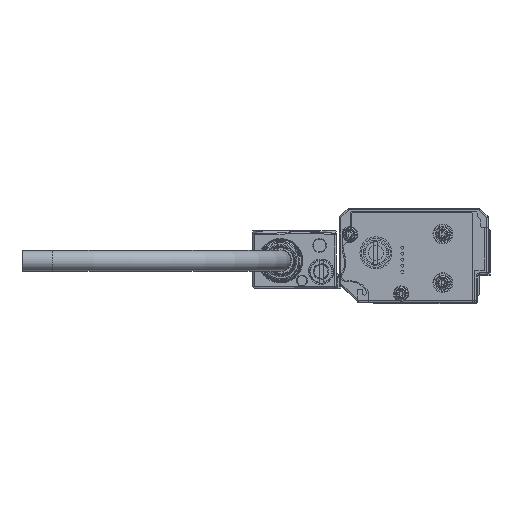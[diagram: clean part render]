
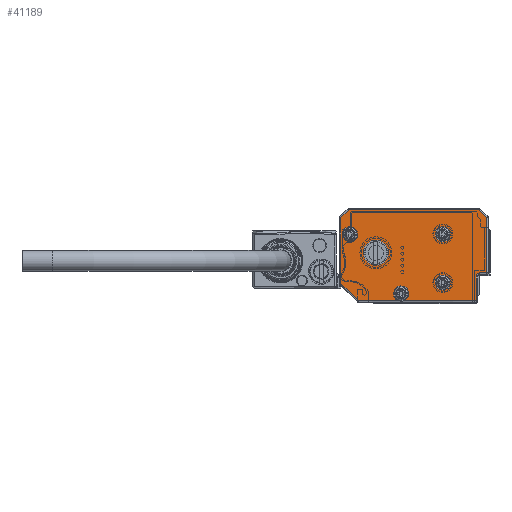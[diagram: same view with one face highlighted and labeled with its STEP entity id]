
A CAD part, left-side view. The second image highlights one B-rep face of the part: STEP entity #41189.
In plain terms, the highlighted planar face has unit normal (-1, 0, 0).
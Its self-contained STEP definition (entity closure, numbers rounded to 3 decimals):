
#40974=AXIS2_PLACEMENT_3D('Circle Axis2P3D',#40972,#40973,$) ;
#41002=AXIS2_PLACEMENT_3D('Circle Axis2P3D',#41000,#41001,$) ;
#41017=AXIS2_PLACEMENT_3D('Plane Axis2P3D',#41014,#41015,#41016) ;
#41021=AXIS2_PLACEMENT_3D('Circle Axis2P3D',#41019,#41020,$) ;
#41028=AXIS2_PLACEMENT_3D('Circle Axis2P3D',#41026,#41027,$) ;
#41035=AXIS2_PLACEMENT_3D('Circle Axis2P3D',#41033,#41034,$) ;
#41047=AXIS2_PLACEMENT_3D('Circle Axis2P3D',#41045,#41046,$) ;
#41119=AXIS2_PLACEMENT_3D('Circle Axis2P3D',#41117,#41118,$) ;
#41128=AXIS2_PLACEMENT_3D('Circle Axis2P3D',#41126,#41127,$) ;
#41137=AXIS2_PLACEMENT_3D('Circle Axis2P3D',#41135,#41136,$) ;
#41146=AXIS2_PLACEMENT_3D('Circle Axis2P3D',#41144,#41145,$) ;
#41155=AXIS2_PLACEMENT_3D('Circle Axis2P3D',#41153,#41154,$) ;
#41164=AXIS2_PLACEMENT_3D('Circle Axis2P3D',#41162,#41163,$) ;
#41173=AXIS2_PLACEMENT_3D('Circle Axis2P3D',#41171,#41172,$) ;
#41182=AXIS2_PLACEMENT_3D('Circle Axis2P3D',#41180,#41181,$) ;
#35024=CARTESIAN_POINT('Vertex',(-1173.,8.4,-1.)) ;
#35026=CARTESIAN_POINT('Vertex',(-1173.,7.,-1.)) ;
#35029=CARTESIAN_POINT('Line Origine',(-1173.,3.5,-1.)) ;
#35033=CARTESIAN_POINT('Vertex',(-1173.,21.793,-1.)) ;
#35045=CARTESIAN_POINT('Vertex',(-1173.,-17.,-1.)) ;
#35048=CARTESIAN_POINT('Line Origine',(-1173.,3.5,-1.)) ;
#40972=CARTESIAN_POINT('Axis2P3D Location',(-1173.,7.7,1.4)) ;
#40976=CARTESIAN_POINT('Vertex',(-1173.,5.2,1.4)) ;
#40997=CARTESIAN_POINT('Vertex',(-1173.,9.894,0.201)) ;
#41000=CARTESIAN_POINT('Axis2P3D Location',(-1173.,7.7,1.4)) ;
#41014=CARTESIAN_POINT('Axis2P3D Location',(-1173.,-21.5,13.5)) ;
#41019=CARTESIAN_POINT('Axis2P3D Location',(-1173.,7.7,1.4)) ;
#41023=CARTESIAN_POINT('Vertex',(-1173.,10.2,1.4)) ;
#41026=CARTESIAN_POINT('Axis2P3D Location',(-1173.,7.7,1.4)) ;
#41030=CARTESIAN_POINT('Vertex',(-1173.,5.506,2.599)) ;
#41033=CARTESIAN_POINT('Axis2P3D Location',(-1173.,7.7,1.4)) ;
#41038=CARTESIAN_POINT('Line Origine',(-1173.,-17.,3.1)) ;
#41042=CARTESIAN_POINT('Vertex',(-1173.,-17.,7.2)) ;
#41045=CARTESIAN_POINT('Axis2P3D Location',(-1173.,-18.,7.2)) ;
#41049=CARTESIAN_POINT('Vertex',(-1173.,-18.,8.2)) ;
#41052=CARTESIAN_POINT('Line Origine',(-1173.,-19.25,8.2)) ;
#41056=CARTESIAN_POINT('Vertex',(-1173.,-20.5,8.2)) ;
#41059=CARTESIAN_POINT('Line Origine',(-1173.,-20.5,17.246)) ;
#41063=CARTESIAN_POINT('Vertex',(-1173.,-20.5,26.293)) ;
#41066=CARTESIAN_POINT('Line Origine',(-1173.,-19.146,27.646)) ;
#41070=CARTESIAN_POINT('Vertex',(-1173.,-17.793,29.)) ;
#41073=CARTESIAN_POINT('Line Origine',(-1173.,3.5,29.)) ;
#41077=CARTESIAN_POINT('Vertex',(-1173.,24.793,29.)) ;
#41080=CARTESIAN_POINT('Line Origine',(-1173.,26.146,27.646)) ;
#41084=CARTESIAN_POINT('Vertex',(-1173.,27.5,26.293)) ;
#41087=CARTESIAN_POINT('Line Origine',(-1173.,27.5,15.5)) ;
#41091=CARTESIAN_POINT('Vertex',(-1173.,27.5,4.707)) ;
#41094=CARTESIAN_POINT('Line Origine',(-1173.,24.646,1.854)) ;
#41117=CARTESIAN_POINT('Axis2P3D Location',(-1173.,-6.,5.)) ;
#41121=CARTESIAN_POINT('Vertex',(-1173.,-3.806,3.801)) ;
#41123=CARTESIAN_POINT('Vertex',(-1173.,-8.194,6.199)) ;
#41126=CARTESIAN_POINT('Axis2P3D Location',(-1173.,-6.,5.)) ;
#41135=CARTESIAN_POINT('Axis2P3D Location',(-1173.,16.,14.8)) ;
#41139=CARTESIAN_POINT('Vertex',(-1173.,11.85,14.8)) ;
#41141=CARTESIAN_POINT('Vertex',(-1173.,20.15,14.8)) ;
#41144=CARTESIAN_POINT('Axis2P3D Location',(-1173.,16.,14.8)) ;
#41153=CARTESIAN_POINT('Axis2P3D Location',(-1173.,-6.,21.)) ;
#41157=CARTESIAN_POINT('Vertex',(-1173.,-8.194,22.199)) ;
#41159=CARTESIAN_POINT('Vertex',(-1173.,-3.806,19.801)) ;
#41162=CARTESIAN_POINT('Axis2P3D Location',(-1173.,-6.,21.)) ;
#41171=CARTESIAN_POINT('Axis2P3D Location',(-1173.,24.5,20.9)) ;
#41175=CARTESIAN_POINT('Vertex',(-1173.,22.306,22.099)) ;
#41177=CARTESIAN_POINT('Vertex',(-1173.,26.694,19.701)) ;
#41180=CARTESIAN_POINT('Axis2P3D Location',(-1173.,24.5,20.9)) ;
#35030=DIRECTION('Vector Direction',(0.,1.,0.)) ;
#35049=DIRECTION('Vector Direction',(0.,1.,0.)) ;
#40973=DIRECTION('Axis2P3D Direction',(-1.,0.,0.)) ;
#41001=DIRECTION('Axis2P3D Direction',(-1.,0.,0.)) ;
#41015=DIRECTION('Axis2P3D Direction',(1.,0.,0.)) ;
#41016=DIRECTION('Axis2P3D XDirection',(0.,1.,0.)) ;
#41020=DIRECTION('Axis2P3D Direction',(1.,0.,0.)) ;
#41027=DIRECTION('Axis2P3D Direction',(1.,0.,0.)) ;
#41034=DIRECTION('Axis2P3D Direction',(1.,0.,0.)) ;
#41039=DIRECTION('Vector Direction',(0.,0.,1.)) ;
#41046=DIRECTION('Axis2P3D Direction',(1.,0.,0.)) ;
#41053=DIRECTION('Vector Direction',(0.,-1.,0.)) ;
#41060=DIRECTION('Vector Direction',(0.,0.,1.)) ;
#41067=DIRECTION('Vector Direction',(0.,-0.707,-0.707)) ;
#41074=DIRECTION('Vector Direction',(0.,1.,0.)) ;
#41081=DIRECTION('Vector Direction',(0.,0.707,-0.707)) ;
#41088=DIRECTION('Vector Direction',(0.,0.,-1.)) ;
#41095=DIRECTION('Vector Direction',(0.,-0.707,-0.707)) ;
#41118=DIRECTION('Axis2P3D Direction',(1.,0.,0.)) ;
#41127=DIRECTION('Axis2P3D Direction',(1.,0.,0.)) ;
#41136=DIRECTION('Axis2P3D Direction',(1.,0.,0.)) ;
#41145=DIRECTION('Axis2P3D Direction',(1.,0.,0.)) ;
#41154=DIRECTION('Axis2P3D Direction',(1.,0.,0.)) ;
#41163=DIRECTION('Axis2P3D Direction',(1.,0.,0.)) ;
#41172=DIRECTION('Axis2P3D Direction',(1.,0.,0.)) ;
#41181=DIRECTION('Axis2P3D Direction',(1.,0.,0.)) ;
#35031=VECTOR('Line Direction',#35030,1.) ;
#35050=VECTOR('Line Direction',#35049,1.) ;
#41040=VECTOR('Line Direction',#41039,1.) ;
#41054=VECTOR('Line Direction',#41053,1.) ;
#41061=VECTOR('Line Direction',#41060,1.) ;
#41068=VECTOR('Line Direction',#41067,1.) ;
#41075=VECTOR('Line Direction',#41074,1.) ;
#41082=VECTOR('Line Direction',#41081,1.) ;
#41089=VECTOR('Line Direction',#41088,1.) ;
#41096=VECTOR('Line Direction',#41095,1.) ;
#41100=ORIENTED_EDGE('',*,*,#41004,.T.) ;
#41101=ORIENTED_EDGE('',*,*,#41025,.T.) ;
#41102=ORIENTED_EDGE('',*,*,#41032,.T.) ;
#41103=ORIENTED_EDGE('',*,*,#41037,.T.) ;
#41104=ORIENTED_EDGE('',*,*,#40978,.T.) ;
#41105=ORIENTED_EDGE('',*,*,#35052,.F.) ;
#41106=ORIENTED_EDGE('',*,*,#41044,.F.) ;
#41107=ORIENTED_EDGE('',*,*,#41051,.F.) ;
#41108=ORIENTED_EDGE('',*,*,#41058,.F.) ;
#41109=ORIENTED_EDGE('',*,*,#41065,.F.) ;
#41110=ORIENTED_EDGE('',*,*,#41072,.F.) ;
#41111=ORIENTED_EDGE('',*,*,#41079,.F.) ;
#41112=ORIENTED_EDGE('',*,*,#41086,.F.) ;
#41113=ORIENTED_EDGE('',*,*,#41093,.F.) ;
#41114=ORIENTED_EDGE('',*,*,#41098,.F.) ;
#41115=ORIENTED_EDGE('',*,*,#35035,.F.) ;
#41132=ORIENTED_EDGE('',*,*,#41125,.T.) ;
#41133=ORIENTED_EDGE('',*,*,#41130,.T.) ;
#41150=ORIENTED_EDGE('',*,*,#41143,.T.) ;
#41151=ORIENTED_EDGE('',*,*,#41148,.T.) ;
#41168=ORIENTED_EDGE('',*,*,#41161,.T.) ;
#41169=ORIENTED_EDGE('',*,*,#41166,.T.) ;
#41186=ORIENTED_EDGE('',*,*,#41179,.T.) ;
#41187=ORIENTED_EDGE('',*,*,#41184,.T.) ;
#41134=FACE_BOUND('',#41131,.T.) ;
#41152=FACE_BOUND('',#41149,.T.) ;
#41170=FACE_BOUND('',#41167,.T.) ;
#41188=FACE_BOUND('',#41185,.T.) ;
#41189=ADVANCED_FACE('\X2\FF8AFF9FFF70FF82\X0\ \X2\FF8EFF9EFF83FF9EFF68FF70\X0\',(#41116,#41134,#41152,#41170,#41188),#41018,.F.) ;
#40975=CIRCLE('generated circle',#40974,2.5) ;
#41003=CIRCLE('generated circle',#41002,2.5) ;
#41022=CIRCLE('generated circle',#41021,2.5) ;
#41029=CIRCLE('generated circle',#41028,2.5) ;
#41036=CIRCLE('generated circle',#41035,2.5) ;
#41048=CIRCLE('generated circle',#41047,1.) ;
#41120=CIRCLE('generated circle',#41119,2.5) ;
#41129=CIRCLE('generated circle',#41128,2.5) ;
#41138=CIRCLE('generated circle',#41137,4.15) ;
#41147=CIRCLE('generated circle',#41146,4.15) ;
#41156=CIRCLE('generated circle',#41155,2.5) ;
#41165=CIRCLE('generated circle',#41164,2.5) ;
#41174=CIRCLE('generated circle',#41173,2.5) ;
#41183=CIRCLE('generated circle',#41182,2.5) ;
#35035=EDGE_CURVE('',#35025,#35034,#35032,.T.) ;
#35052=EDGE_CURVE('',#35046,#35027,#35051,.T.) ;
#40978=EDGE_CURVE('',#40977,#35027,#40975,.F.) ;
#41004=EDGE_CURVE('',#35025,#40998,#41003,.F.) ;
#41025=EDGE_CURVE('',#40998,#41024,#41022,.T.) ;
#41032=EDGE_CURVE('',#41024,#41031,#41029,.T.) ;
#41037=EDGE_CURVE('',#41031,#40977,#41036,.T.) ;
#41044=EDGE_CURVE('',#41043,#35046,#41041,.F.) ;
#41051=EDGE_CURVE('',#41050,#41043,#41048,.F.) ;
#41058=EDGE_CURVE('',#41057,#41050,#41055,.F.) ;
#41065=EDGE_CURVE('',#41064,#41057,#41062,.F.) ;
#41072=EDGE_CURVE('',#41071,#41064,#41069,.T.) ;
#41079=EDGE_CURVE('',#41078,#41071,#41076,.F.) ;
#41086=EDGE_CURVE('',#41085,#41078,#41083,.F.) ;
#41093=EDGE_CURVE('',#41092,#41085,#41090,.F.) ;
#41098=EDGE_CURVE('',#35034,#41092,#41097,.F.) ;
#41125=EDGE_CURVE('',#41122,#41124,#41120,.T.) ;
#41130=EDGE_CURVE('',#41124,#41122,#41129,.T.) ;
#41143=EDGE_CURVE('',#41140,#41142,#41138,.T.) ;
#41148=EDGE_CURVE('',#41142,#41140,#41147,.T.) ;
#41161=EDGE_CURVE('',#41158,#41160,#41156,.T.) ;
#41166=EDGE_CURVE('',#41160,#41158,#41165,.T.) ;
#41179=EDGE_CURVE('',#41176,#41178,#41174,.T.) ;
#41184=EDGE_CURVE('',#41178,#41176,#41183,.T.) ;
#41099=EDGE_LOOP('',(#41100,#41101,#41102,#41103,#41104,#41105,#41106,#41107,#41108,#41109,#41110,#41111,#41112,#41113,#41114,#41115)) ;
#41131=EDGE_LOOP('',(#41132,#41133)) ;
#41149=EDGE_LOOP('',(#41150,#41151)) ;
#41167=EDGE_LOOP('',(#41168,#41169)) ;
#41185=EDGE_LOOP('',(#41186,#41187)) ;
#41116=FACE_OUTER_BOUND('',#41099,.T.) ;
#35032=LINE('Line',#35029,#35031) ;
#35051=LINE('Line',#35048,#35050) ;
#41041=LINE('Line',#41038,#41040) ;
#41055=LINE('Line',#41052,#41054) ;
#41062=LINE('Line',#41059,#41061) ;
#41069=LINE('Line',#41066,#41068) ;
#41076=LINE('Line',#41073,#41075) ;
#41083=LINE('Line',#41080,#41082) ;
#41090=LINE('Line',#41087,#41089) ;
#41097=LINE('Line',#41094,#41096) ;
#41018=PLANE('Plane',#41017) ;
#35025=VERTEX_POINT('',#35024) ;
#35027=VERTEX_POINT('',#35026) ;
#35034=VERTEX_POINT('',#35033) ;
#35046=VERTEX_POINT('',#35045) ;
#40977=VERTEX_POINT('',#40976) ;
#40998=VERTEX_POINT('',#40997) ;
#41024=VERTEX_POINT('',#41023) ;
#41031=VERTEX_POINT('',#41030) ;
#41043=VERTEX_POINT('',#41042) ;
#41050=VERTEX_POINT('',#41049) ;
#41057=VERTEX_POINT('',#41056) ;
#41064=VERTEX_POINT('',#41063) ;
#41071=VERTEX_POINT('',#41070) ;
#41078=VERTEX_POINT('',#41077) ;
#41085=VERTEX_POINT('',#41084) ;
#41092=VERTEX_POINT('',#41091) ;
#41122=VERTEX_POINT('',#41121) ;
#41124=VERTEX_POINT('',#41123) ;
#41140=VERTEX_POINT('',#41139) ;
#41142=VERTEX_POINT('',#41141) ;
#41158=VERTEX_POINT('',#41157) ;
#41160=VERTEX_POINT('',#41159) ;
#41176=VERTEX_POINT('',#41175) ;
#41178=VERTEX_POINT('',#41177) ;
